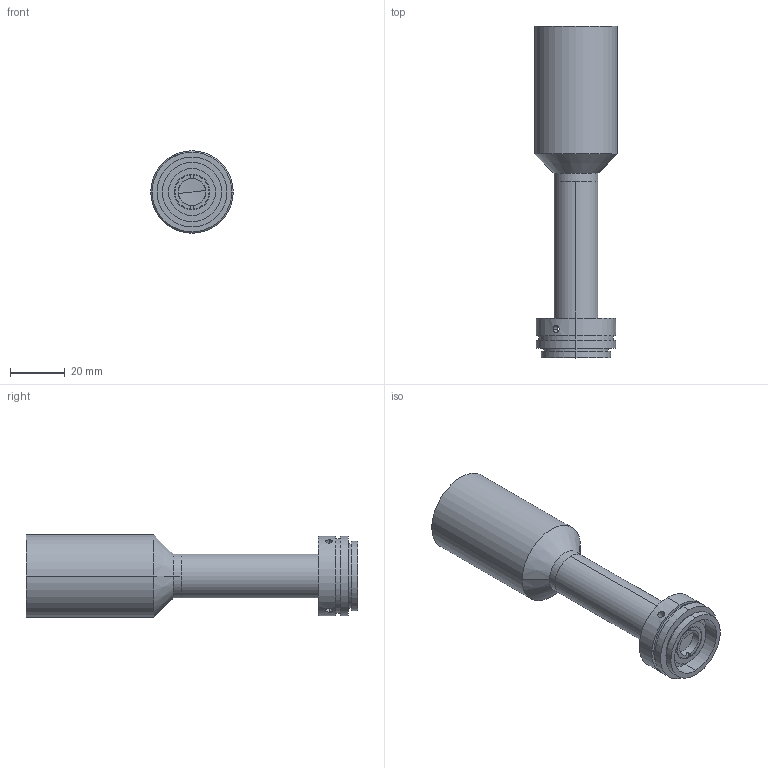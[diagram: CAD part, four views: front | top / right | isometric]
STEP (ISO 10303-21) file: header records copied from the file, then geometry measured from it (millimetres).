
FILE_DESCRIPTION (( 'STEP AP203' ), '1' );
FILE_NAME ('XF-T08X110.STEP', '2015-07-31T06:17:32', ( 'Lxtx999.CoM' ), ( 'Lxtx999.CoM' ), 'SwSTEP 2.0', 'SolidWorks 2014', '' );
FILE_SCHEMA (( 'CONFIG_CONTROL_DESIGN' ));
Length unit declared in the file: millimetre
Products named in the file (1): XF-T08X110
Bounding box: 30 x 120.74 x 30 mm (x, y, z)
Surface area: 12740.4 mm2 (no closed solid volume)
Topology: 0 solids, 9 shells, 69 faces, 174 edges, 116 vertices
Faces by surface type: cylinder 38, plane 25, sphere 4, cone 2
Entity records: 2363 total; most frequent: CARTESIAN_POINT 588, DIRECTION 392, ORIENTED_EDGE 298, EDGE_CURVE 174, AXIS2_PLACEMENT_3D 160, VERTEX_POINT 116, CIRCLE 90, EDGE_LOOP 81
